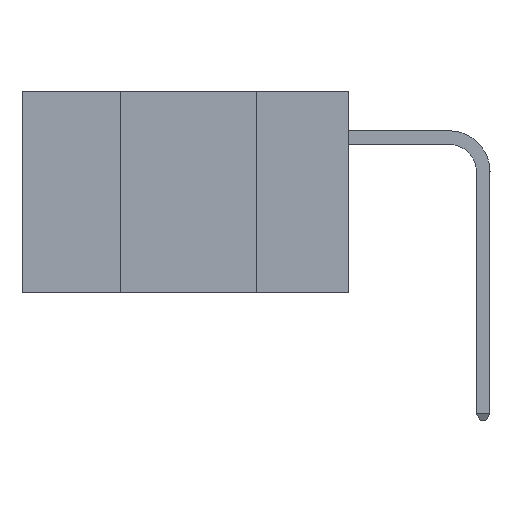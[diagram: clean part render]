
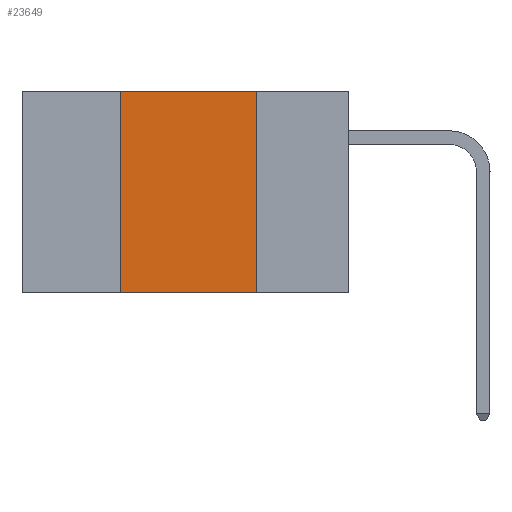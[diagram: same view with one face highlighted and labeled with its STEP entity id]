
A CAD part, left-side view. The second image highlights one B-rep face of the part: STEP entity #23649.
In plain terms, the highlighted planar face has unit normal (-1, 0, 0).
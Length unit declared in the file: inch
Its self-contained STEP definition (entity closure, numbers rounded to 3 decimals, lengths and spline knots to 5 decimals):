
#601 = LINE ( 'NONE', #18975, #15588 ) ;
#1277 = LINE ( 'NONE', #15009, #6284 ) ;
#1924 = DIRECTION ( 'NONE',  ( 0., 0., -1. ) ) ;
#2101 = DIRECTION ( 'NONE',  ( 0., -1., 0. ) ) ;
#2505 = DIRECTION ( 'NONE',  ( 0., 0., 1. ) ) ;
#3162 = CARTESIAN_POINT ( 'NONE',  ( 0., 0.17, 0. ) ) ;
#5197 = DIRECTION ( 'NONE',  ( 0., -1., 0. ) ) ;
#5990 = DIRECTION ( 'NONE',  ( 1., 0., 0. ) ) ;
#6284 = VECTOR ( 'NONE', #1924, 39.37008 ) ;
#7037 = CARTESIAN_POINT ( 'NONE',  ( 0., 0.42, -0.37 ) ) ;
#7210 = CARTESIAN_POINT ( 'NONE',  ( 0., 0.17, -0.37 ) ) ;
#7714 = VERTEX_POINT ( 'NONE', #7037 ) ;
#7824 = CARTESIAN_POINT ( 'NONE',  ( 0., 0.42, 0. ) ) ;
#8524 = EDGE_CURVE ( 'NONE', #7714, #21699, #23636, .T. ) ;
#9730 = EDGE_LOOP ( 'NONE', ( #23777, #19929, #21719, #15506 ) ) ;
#9913 = CARTESIAN_POINT ( 'NONE',  ( 0., 0.42, 0. ) ) ;
#9967 = EDGE_CURVE ( 'NONE', #7714, #11319, #21753, .T. ) ;
#10843 = CARTESIAN_POINT ( 'NONE',  ( 0., 0.6, -0.37 ) ) ;
#11319 = VERTEX_POINT ( 'NONE', #7210 ) ;
#11571 = PLANE ( 'NONE',  #22461 ) ;
#15009 = CARTESIAN_POINT ( 'NONE',  ( 0., 0.17, 0. ) ) ;
#15506 = ORIENTED_EDGE ( 'NONE', *, *, #9967, .T. ) ;
#15588 = VECTOR ( 'NONE', #2101, 39.37008 ) ;
#16213 = VERTEX_POINT ( 'NONE', #3162 ) ;
#16702 = VECTOR ( 'NONE', #5197, 39.37008 ) ;
#17204 = CARTESIAN_POINT ( 'NONE',  ( 0., 0.6, 0. ) ) ;
#17883 = FACE_OUTER_BOUND ( 'NONE', #9730, .T. ) ;
#18570 = VECTOR ( 'NONE', #2505, 39.37008 ) ;
#18975 = CARTESIAN_POINT ( 'NONE',  ( 0., 0.6, 0. ) ) ;
#19108 = DIRECTION ( 'NONE',  ( 0., 0., -1. ) ) ;
#19929 = ORIENTED_EDGE ( 'NONE', *, *, #22948, .F. ) ;
#21605 = EDGE_CURVE ( 'NONE', #16213, #11319, #1277, .T. ) ;
#21699 = VERTEX_POINT ( 'NONE', #7824 ) ;
#21719 = ORIENTED_EDGE ( 'NONE', *, *, #8524, .F. ) ;
#21753 = LINE ( 'NONE', #10843, #16702 ) ;
#22461 = AXIS2_PLACEMENT_3D ( 'NONE', #17204, #5990, #19108 ) ;
#22948 = EDGE_CURVE ( 'NONE', #21699, #16213, #601, .T. ) ;
#23636 = LINE ( 'NONE', #9913, #18570 ) ;
#23649 = ADVANCED_FACE ( 'NONE', ( #17883 ), #11571, .F. ) ;
#23777 = ORIENTED_EDGE ( 'NONE', *, *, #21605, .F. ) ;
